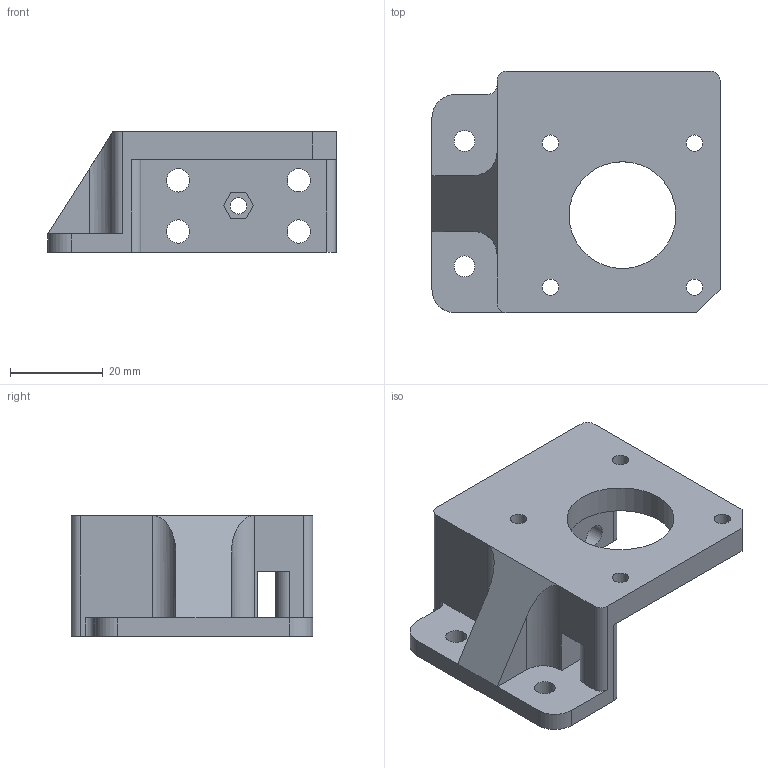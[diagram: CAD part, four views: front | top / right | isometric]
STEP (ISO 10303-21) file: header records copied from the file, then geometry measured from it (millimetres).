
FILE_DESCRIPTION(/* description */ (''),/* implementation_level */ '2;1');
FILE_NAME(/* name */ 'RFVplotter-StepperMotorBracketLeft-v1.step',/* time_stamp */ '2022-10-01T19:33:57+02:00',/* author */ (''),/* organization */ (''),/* preprocessor_version */ 'ST-DEVELOPER v19',/* originating_system */ 'Autodesk Translation Framework v11.7.0.108',/* authorisation */ '');
FILE_SCHEMA (('AUTOMOTIVE_DESIGN { 1 0 10303 214 3 1 1 }'));
Length unit declared in the file: millimetre
Products named in the file (4): RFVplotter-v1.0.0; MotorBeltsAndWeights; MotorBrackets; RFVplotter-StepperMotorBracketLeft
Assembly tree (3 placements, depth 4):
  RFVplotter-v1.0.0
    MotorBeltsAndWeights
      MotorBrackets
        RFVplotter-StepperMotorBracketLeft
Bounding box: 62 x 52 x 26 mm (x, y, z)
Volume: 29813.2 mm3; surface area: 12124.4 mm2
Topology: 1 solids, 1 shells, 58 faces, 152 edges, 100 vertices
Faces by surface type: plane 31, cylinder 27
Full cylindrical faces by diameter (mm): 3.5 x5, 4.5 x2, 5 x4, 6 x4, 23 x1
Entity records: 1950 total; most frequent: DIRECTION 336, CARTESIAN_POINT 317, ORIENTED_EDGE 304, EDGE_CURVE 152, AXIS2_PLACEMENT_3D 119, VERTEX_POINT 100, LINE 98, VECTOR 98
